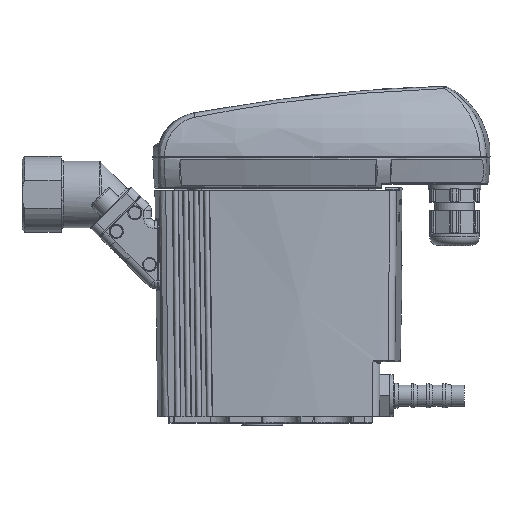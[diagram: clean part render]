
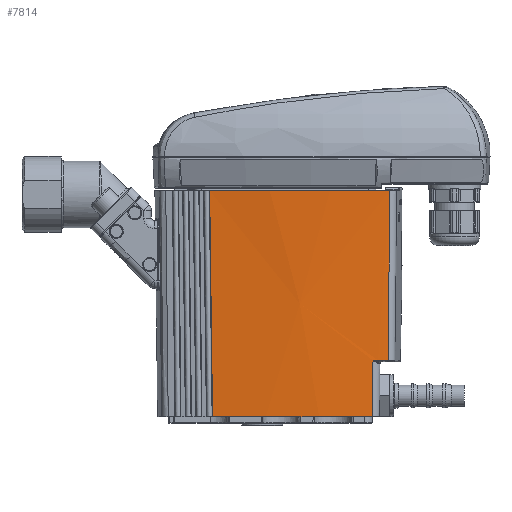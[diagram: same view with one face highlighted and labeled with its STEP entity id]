
A CAD part, left-side view. The second image highlights one B-rep face of the part: STEP entity #7814.
In plain terms, the highlighted conical face has half-angle 0.7 degrees and reference radius 300 mm.
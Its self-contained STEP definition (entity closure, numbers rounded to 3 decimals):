
#7814 = ADVANCED_FACE( '', ( #17800 ), #17801, .T. );
#17800 = FACE_OUTER_BOUND( '', #53874, .T. );
#17801 = CONICAL_SURFACE( '', #53875, 300., 0.012 );
#53874 = EDGE_LOOP( '', ( #87840, #87841, #87842, #87843, #87844, #87845 ) );
#53875 = AXIS2_PLACEMENT_3D( '', #87846, #87847, #87848 );
#87840 = ORIENTED_EDGE( '', *, *, #108921, .T. );
#87841 = ORIENTED_EDGE( '', *, *, #114853, .T. );
#87842 = ORIENTED_EDGE( '', *, *, #116906, .F. );
#87843 = ORIENTED_EDGE( '', *, *, #116907, .T. );
#87844 = ORIENTED_EDGE( '', *, *, #113415, .T. );
#87845 = ORIENTED_EDGE( '', *, *, #116908, .T. );
#87846 = CARTESIAN_POINT( '', ( 269.042, -12.41, -28.5 ) );
#87847 = DIRECTION( '', ( 0., 0., 1. ) );
#87848 = DIRECTION( '', ( 1., 0., 0. ) );
#108921 = EDGE_CURVE( '', #128767, #128765, #128768, .T. );
#113415 = EDGE_CURVE( '', #136245, #136246, #136247, .T. );
#114853 = EDGE_CURVE( '', #128765, #138370, #138373, .T. );
#116906 = EDGE_CURVE( '', #141217, #138370, #141218, .T. );
#116907 = EDGE_CURVE( '', #141217, #136245, #141219, .T. );
#116908 = EDGE_CURVE( '', #136246, #128767, #141220, .T. );
#128765 = VERTEX_POINT( '', #158106 );
#128767 = VERTEX_POINT( '', #158108 );
#128768 = CIRCLE( '', #158109, 301.057 );
#136245 = VERTEX_POINT( '', #174761 );
#136246 = VERTEX_POINT( '', #174762 );
#136247 = CIRCLE( '', #174763, 300.263 );
#138370 = VERTEX_POINT( '', #179607 );
#138373 = B_SPLINE_CURVE_WITH_KNOTS( '', 3, ( #179610, #179611, #179612, #179613, #179614, #179615, #179616, #179617, #179618, #179619, #179620, #179621, #179622, #179623, #179624, #179625, #179626, #179627, #179628, #179629, #179630, #179631, #179632, #179633, #179634, #179635, #179636, #179637, #179638, #179639, #179640 ), .UNSPECIFIED., .F., .F., ( 4, 2, 2, 2, 2, 2, 2, 2, 2, 1, 1, 2, 2, 2, 2, 1, 4 ), ( 0., 0.003, 0.005, 0.011, 0.016, 0.022, 0.027, 0.032, 0.038, 0.043, 0.049, 0.054, 0.065, 0.07, 0.076, 0.081, 0.087 ), .UNSPECIFIED. );
#141217 = VERTEX_POINT( '', #186715 );
#141218 = CIRCLE( '', #186716, 300. );
#141219 = B_SPLINE_CURVE_WITH_KNOTS( '', 3, ( #186717, #186718, #186719, #186720 ), .UNSPECIFIED., .F., .F., ( 4, 4 ), ( 0., 1. ), .UNSPECIFIED. );
#141220 = B_SPLINE_CURVE_WITH_KNOTS( '', 3, ( #186721, #186722, #186723, #186724 ), .UNSPECIFIED., .F., .F., ( 4, 4 ), ( 0., 1. ), .UNSPECIFIED. );
#158106 = CARTESIAN_POINT( '', ( -30.401, 18.718, 58. ) );
#158108 = CARTESIAN_POINT( '', ( -29.63, -50.228, 58. ) );
#158109 = AXIS2_PLACEMENT_3D( '', #201238, #201239, #201240 );
#174761 = CARTESIAN_POINT( '', ( -29.576, -43.789, -7.006 ) );
#174762 = CARTESIAN_POINT( '', ( -28.915, -49.545, -7.006 ) );
#174763 = AXIS2_PLACEMENT_3D( '', #206998, #206999, #207000 );
#179607 = CARTESIAN_POINT( '', ( -29.451, 17.616, -28.5 ) );
#179610 = CARTESIAN_POINT( '', ( -30.401, 18.718, 58. ) );
#179611 = CARTESIAN_POINT( '', ( -30.39, 18.715, 57.099 ) );
#179612 = CARTESIAN_POINT( '', ( -30.379, 18.711, 56.198 ) );
#179613 = CARTESIAN_POINT( '', ( -30.358, 18.702, 54.396 ) );
#179614 = CARTESIAN_POINT( '', ( -30.348, 18.698, 53.494 ) );
#179615 = CARTESIAN_POINT( '', ( -30.316, 18.681, 50.791 ) );
#179616 = CARTESIAN_POINT( '', ( -30.295, 18.667, 48.989 ) );
#179617 = CARTESIAN_POINT( '', ( -30.255, 18.635, 45.385 ) );
#179618 = CARTESIAN_POINT( '', ( -30.234, 18.616, 43.583 ) );
#179619 = CARTESIAN_POINT( '', ( -30.194, 18.574, 39.978 ) );
#179620 = CARTESIAN_POINT( '', ( -30.175, 18.55, 38.176 ) );
#179621 = CARTESIAN_POINT( '', ( -30.136, 18.5, 34.572 ) );
#179622 = CARTESIAN_POINT( '', ( -30.116, 18.473, 32.77 ) );
#179623 = CARTESIAN_POINT( '', ( -30.078, 18.416, 29.166 ) );
#179624 = CARTESIAN_POINT( '', ( -30.059, 18.386, 27.364 ) );
#179625 = CARTESIAN_POINT( '', ( -30.021, 18.325, 23.76 ) );
#179626 = CARTESIAN_POINT( '', ( -30.002, 18.294, 21.958 ) );
#179627 = CARTESIAN_POINT( '', ( -29.964, 18.231, 18.354 ) );
#179628 = CARTESIAN_POINT( '', ( -29.926, 18.167, 14.75 ) );
#179629 = CARTESIAN_POINT( '', ( -29.87, 18.072, 9.344 ) );
#179630 = CARTESIAN_POINT( '', ( -29.832, 18.011, 5.74 ) );
#179631 = CARTESIAN_POINT( '', ( -29.774, 17.922, 0.334 ) );
#179632 = CARTESIAN_POINT( '', ( -29.736, 17.867, -3.27 ) );
#179633 = CARTESIAN_POINT( '', ( -29.677, 17.793, -8.676 ) );
#179634 = CARTESIAN_POINT( '', ( -29.657, 17.769, -10.478 ) );
#179635 = CARTESIAN_POINT( '', ( -29.617, 17.726, -14.083 ) );
#179636 = CARTESIAN_POINT( '', ( -29.597, 17.707, -15.885 ) );
#179637 = CARTESIAN_POINT( '', ( -29.556, 17.672, -19.489 ) );
#179638 = CARTESIAN_POINT( '', ( -29.515, 17.641, -23.093 ) );
#179639 = CARTESIAN_POINT( '', ( -29.473, 17.622, -26.698 ) );
#179640 = CARTESIAN_POINT( '', ( -29.451, 17.616, -28.5 ) );
#186715 = CARTESIAN_POINT( '', ( -29.34, -43.524, -28.5 ) );
#186716 = AXIS2_PLACEMENT_3D( '', #210800, #210801, #210802 );
#186717 = CARTESIAN_POINT( '', ( -29.34, -43.524, -28.5 ) );
#186718 = CARTESIAN_POINT( '', ( -29.419, -43.613, -21.335 ) );
#186719 = CARTESIAN_POINT( '', ( -29.497, -43.701, -14.171 ) );
#186720 = CARTESIAN_POINT( '', ( -29.576, -43.789, -7.006 ) );
#186721 = CARTESIAN_POINT( '', ( -28.915, -49.545, -7.006 ) );
#186722 = CARTESIAN_POINT( '', ( -29.154, -49.772, 14.663 ) );
#186723 = CARTESIAN_POINT( '', ( -29.392, -50., 36.331 ) );
#186724 = CARTESIAN_POINT( '', ( -29.63, -50.228, 58. ) );
#201238 = CARTESIAN_POINT( '', ( 269.042, -12.41, 58. ) );
#201239 = DIRECTION( '', ( 0., 0., -1. ) );
#201240 = DIRECTION( '', ( -1., 0., 0. ) );
#206998 = CARTESIAN_POINT( '', ( 269.042, -12.41, -7.006 ) );
#206999 = DIRECTION( '', ( 0., 0., 1. ) );
#207000 = DIRECTION( '', ( 1., 0., 0. ) );
#210800 = CARTESIAN_POINT( '', ( 269.042, -12.41, -28.5 ) );
#210801 = DIRECTION( '', ( 0., 0., -1. ) );
#210802 = DIRECTION( '', ( 1., 0., 0. ) );
